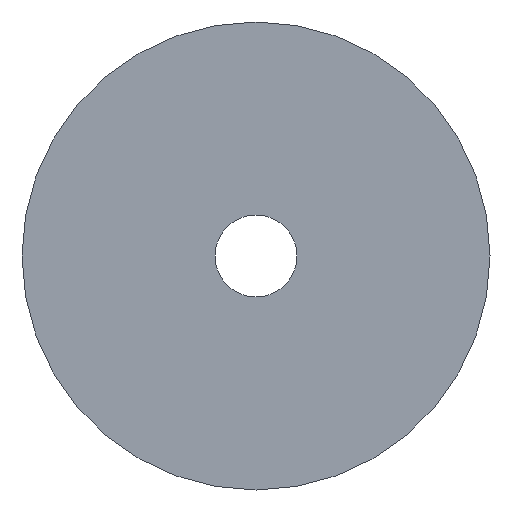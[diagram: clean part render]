
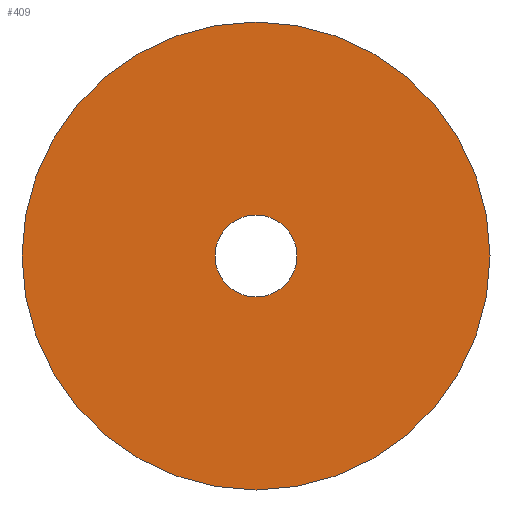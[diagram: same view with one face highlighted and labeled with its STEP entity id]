
A CAD part, front view. The second image highlights one B-rep face of the part: STEP entity #409.
In plain terms, the highlighted planar face has unit normal (0, -1, 0).
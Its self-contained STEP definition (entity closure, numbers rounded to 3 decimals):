
#2 = DIRECTION ( 'NONE',  ( 0., 0., 1. ) ) ;
#17 = CARTESIAN_POINT ( 'NONE',  ( 0., 0., 10. ) ) ;
#26 = AXIS2_PLACEMENT_3D ( 'NONE', #318, #393, #387 ) ;
#45 = AXIS2_PLACEMENT_3D ( 'NONE', #455, #312, #236 ) ;
#49 = ORIENTED_EDGE ( 'NONE', *, *, #330, .T. ) ;
#63 = ORIENTED_EDGE ( 'NONE', *, *, #348, .T. ) ;
#90 = AXIS2_PLACEMENT_3D ( 'NONE', #276, #239, #104 ) ;
#104 = DIRECTION ( 'NONE',  ( 0., 0., 1. ) ) ;
#112 = VERTEX_POINT ( 'NONE', #371 ) ;
#133 = EDGE_LOOP ( 'NONE', ( #49, #63 ) ) ;
#146 = VERTEX_POINT ( 'NONE', #17 ) ;
#166 = CARTESIAN_POINT ( 'NONE',  ( 0., 0., 0. ) ) ;
#191 = FACE_OUTER_BOUND ( 'NONE', #235, .T. ) ;
#203 = DIRECTION ( 'NONE',  ( 0., 0., 1. ) ) ;
#222 = AXIS2_PLACEMENT_3D ( 'NONE', #166, #309, #2 ) ;
#231 = FACE_BOUND ( 'NONE', #133, .T. ) ;
#235 = EDGE_LOOP ( 'NONE', ( #383, #450 ) ) ;
#236 = DIRECTION ( 'NONE',  ( 0., 0., 1. ) ) ;
#239 = DIRECTION ( 'NONE',  ( 0., 1., 0. ) ) ;
#247 = VERTEX_POINT ( 'NONE', #411 ) ;
#264 = CIRCLE ( 'NONE', #222, 1.75 ) ;
#273 = DIRECTION ( 'NONE',  ( 0., 1., 0. ) ) ;
#275 = EDGE_CURVE ( 'NONE', #362, #146, #369, .T. ) ;
#276 = CARTESIAN_POINT ( 'NONE',  ( 0., 0., 0. ) ) ;
#307 = EDGE_CURVE ( 'NONE', #146, #362, #381, .T. ) ;
#309 = DIRECTION ( 'NONE',  ( 0., 1., 0. ) ) ;
#312 = DIRECTION ( 'NONE',  ( 0., 1., 0. ) ) ;
#318 = CARTESIAN_POINT ( 'NONE',  ( 0., 0., 0. ) ) ;
#330 = EDGE_CURVE ( 'NONE', #247, #112, #427, .T. ) ;
#347 = CARTESIAN_POINT ( 'NONE',  ( 0., 0., -10. ) ) ;
#348 = EDGE_CURVE ( 'NONE', #112, #247, #264, .T. ) ;
#350 = PLANE ( 'NONE',  #26 ) ;
#362 = VERTEX_POINT ( 'NONE', #347 ) ;
#369 = CIRCLE ( 'NONE', #45, 10. ) ;
#371 = CARTESIAN_POINT ( 'NONE',  ( 0., 0., -1.75 ) ) ;
#380 = CARTESIAN_POINT ( 'NONE',  ( 0., 0., 0. ) ) ;
#381 = CIRCLE ( 'NONE', #428, 10. ) ;
#383 = ORIENTED_EDGE ( 'NONE', *, *, #275, .F. ) ;
#387 = DIRECTION ( 'NONE',  ( 0., 0., 1. ) ) ;
#393 = DIRECTION ( 'NONE',  ( 0., 1., 0. ) ) ;
#409 = ADVANCED_FACE ( 'NONE', ( #231, #191 ), #350, .F. ) ;
#411 = CARTESIAN_POINT ( 'NONE',  ( 0., 0., 1.75 ) ) ;
#427 = CIRCLE ( 'NONE', #90, 1.75 ) ;
#428 = AXIS2_PLACEMENT_3D ( 'NONE', #380, #273, #203 ) ;
#450 = ORIENTED_EDGE ( 'NONE', *, *, #307, .F. ) ;
#455 = CARTESIAN_POINT ( 'NONE',  ( 0., 0., 0. ) ) ;
